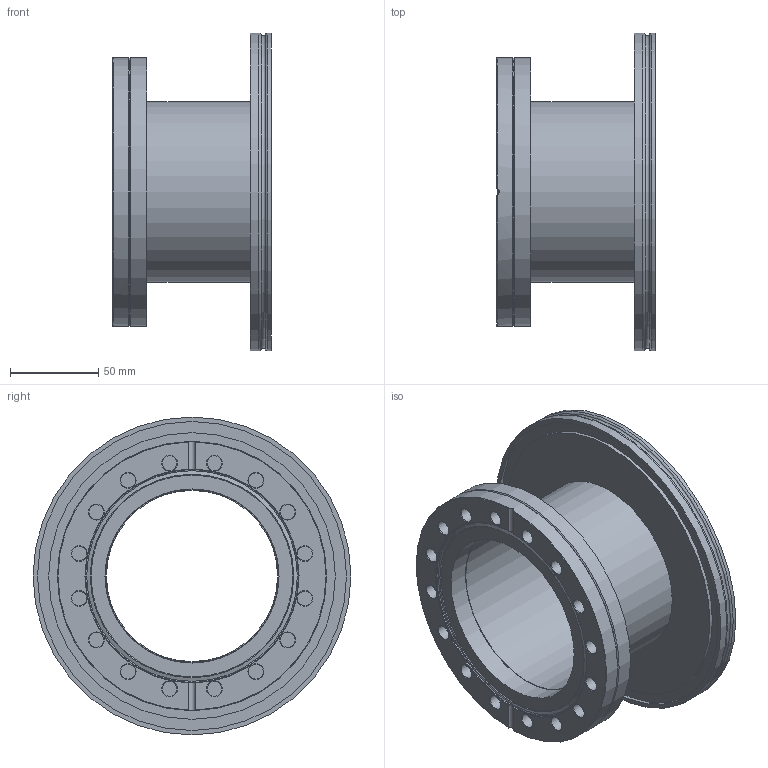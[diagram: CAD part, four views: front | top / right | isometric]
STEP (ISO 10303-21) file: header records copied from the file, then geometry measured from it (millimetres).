
FILE_DESCRIPTION (( 'STEP AP214' ), '1' );
FILE_NAME ('AD1CF100ISOK160FULLVAC.STEP', '2025-12-09T14:44:08', ( '' ), ( '' ), 'SwSTEP 2.0', 'SolidWorks 2017', '' );
FILE_SCHEMA (( 'AUTOMOTIVE_DESIGN' ));
Length unit declared in the file: millimetre
Products named in the file (4): TUBEDNSTANDARDFULLVAC_DN100-AD1; BS1ISOK160 FULLVAC_102; BS1CF100102FULLVAC_AD1ISOK100; AD1CF100ISOK160FULLVAC
Assembly tree (3 placements, depth 2):
  AD1CF100ISOK160FULLVAC
    TUBEDNSTANDARDFULLVAC_DN100-AD1
    BS1CF100102FULLVAC_AD1ISOK100
    BS1ISOK160 FULLVAC_102
Bounding box: 90 x 180 x 180 mm (x, y, z)
Volume: 385770.5 mm3; surface area: 138793 mm2
Topology: 3 solids, 3 shells, 82 faces, 198 edges, 127 vertices
Faces by surface type: cylinder 39, torus 26, plane 13, cone 4
Full cylindrical faces by diameter (mm): 8.4 x16, 97 x1, 98 x1, 98.6 x1, 102 x3, 152.4 x2, 153 x1, 162.3 x1, 175 x1, 180 x2
Entity records: 2306 total; most frequent: CARTESIAN_POINT 468, DIRECTION 370, ORIENTED_EDGE 250, AXIS2_PLACEMENT_3D 181, EDGE_LOOP 180, FACE_OUTER_BOUND 133, EDGE_CURVE 125, VERTEX_POINT 109
